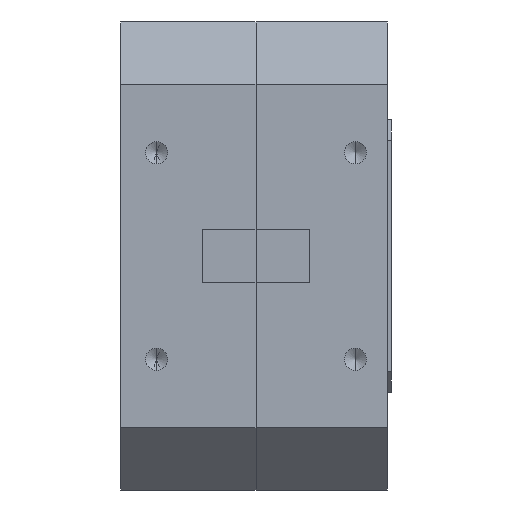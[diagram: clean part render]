
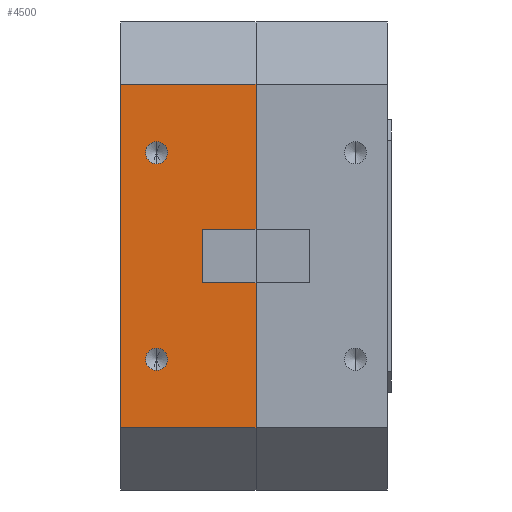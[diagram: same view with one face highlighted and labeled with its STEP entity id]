
A CAD part, front view. The second image highlights one B-rep face of the part: STEP entity #4500.
In plain terms, the highlighted planar face has unit normal (0, -1, 0).
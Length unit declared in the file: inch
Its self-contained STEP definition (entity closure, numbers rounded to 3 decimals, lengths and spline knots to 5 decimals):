
#349 = VERTEX_POINT ( 'NONE', #18040 ) ;
#563 = CARTESIAN_POINT ( 'NONE',  ( 0., -2.1, 1.125 ) ) ;
#747 = AXIS2_PLACEMENT_3D ( 'NONE', #9748, #11233, #19470 ) ;
#940 = CARTESIAN_POINT ( 'NONE',  ( -0.478, -2.1, 0.497 ) ) ;
#1535 = FACE_BOUND ( 'NONE', #18365, .T. ) ;
#1560 = CARTESIAN_POINT ( 'NONE',  ( -0.255, -2.1, 0. ) ) ;
#1605 = EDGE_CURVE ( 'NONE', #14917, #9155, #14232, .T. ) ;
#1613 = CARTESIAN_POINT ( 'NONE',  ( -0.65, -2.1, 0.825 ) ) ;
#1657 = AXIS2_PLACEMENT_3D ( 'NONE', #14863, #16442, #11382 ) ;
#1717 = VERTEX_POINT ( 'NONE', #15379 ) ;
#2748 = DIRECTION ( 'NONE',  ( 0., 0., -1. ) ) ;
#2838 = ORIENTED_EDGE ( 'NONE', *, *, #12336, .F. ) ;
#2873 = AXIS2_PLACEMENT_3D ( 'NONE', #6427, #11571, #19316 ) ;
#2929 = VECTOR ( 'NONE', #16050, 39.37008 ) ;
#3024 = CARTESIAN_POINT ( 'NONE',  ( -0.65, -2.1, 0.825 ) ) ;
#3463 = ORIENTED_EDGE ( 'NONE', *, *, #8568, .T. ) ;
#3627 = LINE ( 'NONE', #11841, #11702 ) ;
#3852 = VERTEX_POINT ( 'NONE', #3889 ) ;
#3889 = CARTESIAN_POINT ( 'NONE',  ( 0., -2.1, -0.1275 ) ) ;
#4165 = EDGE_CURVE ( 'NONE', #11262, #14548, #19496, .T. ) ;
#4425 = DIRECTION ( 'NONE',  ( 0., -1., 0. ) ) ;
#4500 = ADVANCED_FACE ( 'NONE', ( #15973, #1535, #16195 ), #19278, .T. ) ;
#4890 = VECTOR ( 'NONE', #11877, 39.37008 ) ;
#5114 = DIRECTION ( 'NONE',  ( 1., 0., 0. ) ) ;
#5604 = LINE ( 'NONE', #7287, #17947 ) ;
#6031 = AXIS2_PLACEMENT_3D ( 'NONE', #13872, #18423, #16936 ) ;
#6034 = VECTOR ( 'NONE', #19765, 39.37008 ) ;
#6353 = LINE ( 'NONE', #1613, #2929 ) ;
#6427 = CARTESIAN_POINT ( 'NONE',  ( -0.478, -2.1, -0.497 ) ) ;
#6501 = ORIENTED_EDGE ( 'NONE', *, *, #16690, .F. ) ;
#6573 = ORIENTED_EDGE ( 'NONE', *, *, #18977, .F. ) ;
#6900 = EDGE_CURVE ( 'NONE', #3852, #7288, #8570, .T. ) ;
#6956 = CARTESIAN_POINT ( 'NONE',  ( 0., -2.1, -0.825 ) ) ;
#7287 = CARTESIAN_POINT ( 'NONE',  ( -0.65, -2.1, 1.125 ) ) ;
#7288 = VERTEX_POINT ( 'NONE', #6956 ) ;
#7942 = ORIENTED_EDGE ( 'NONE', *, *, #10552, .T. ) ;
#8431 = EDGE_LOOP ( 'NONE', ( #14495, #15852, #12946, #20341, #9785, #3463, #14197, #7942 ) ) ;
#8568 = EDGE_CURVE ( 'NONE', #11262, #1717, #3627, .T. ) ;
#8570 = LINE ( 'NONE', #563, #6034 ) ;
#8611 = CARTESIAN_POINT ( 'NONE',  ( -0.255, -2.1, -0.1275 ) ) ;
#9082 = VECTOR ( 'NONE', #11082, 39.37008 ) ;
#9155 = VERTEX_POINT ( 'NONE', #17049 ) ;
#9748 = CARTESIAN_POINT ( 'NONE',  ( -0.65, -2.1, 1.125 ) ) ;
#9785 = ORIENTED_EDGE ( 'NONE', *, *, #4165, .F. ) ;
#10049 = CARTESIAN_POINT ( 'NONE',  ( 0., -2.1, 0.825 ) ) ;
#10193 = VERTEX_POINT ( 'NONE', #10049 ) ;
#10552 = EDGE_CURVE ( 'NONE', #10193, #11424, #6353, .T. ) ;
#10715 = CIRCLE ( 'NONE', #1657, 0.05325 ) ;
#10967 = LINE ( 'NONE', #12648, #9082 ) ;
#10997 = CARTESIAN_POINT ( 'NONE',  ( -0.65, -2.1, -0.825 ) ) ;
#11082 = DIRECTION ( 'NONE',  ( 0., 0., -1. ) ) ;
#11233 = DIRECTION ( 'NONE',  ( 0., -1., 0. ) ) ;
#11262 = VERTEX_POINT ( 'NONE', #20326 ) ;
#11351 = DIRECTION ( 'NONE',  ( 0., 0., -1. ) ) ;
#11382 = DIRECTION ( 'NONE',  ( 0., 0., -1. ) ) ;
#11424 = VERTEX_POINT ( 'NONE', #3024 ) ;
#11537 = AXIS2_PLACEMENT_3D ( 'NONE', #940, #4425, #2748 ) ;
#11571 = DIRECTION ( 'NONE',  ( 0., -1., 0. ) ) ;
#11702 = VECTOR ( 'NONE', #5114, 39.37008 ) ;
#11841 = CARTESIAN_POINT ( 'NONE',  ( -0.255, -2.1, 0.1275 ) ) ;
#11877 = DIRECTION ( 'NONE',  ( 1., 0., 0. ) ) ;
#12336 = EDGE_CURVE ( 'NONE', #9155, #14917, #10715, .T. ) ;
#12354 = CARTESIAN_POINT ( 'NONE',  ( -0.65, -2.1, -0.825 ) ) ;
#12648 = CARTESIAN_POINT ( 'NONE',  ( 0., -2.1, 1.125 ) ) ;
#12814 = EDGE_CURVE ( 'NONE', #15650, #7288, #20310, .T. ) ;
#12872 = CARTESIAN_POINT ( 'NONE',  ( -0.478, -2.1, 0.55025 ) ) ;
#12946 = ORIENTED_EDGE ( 'NONE', *, *, #6900, .F. ) ;
#13202 = EDGE_LOOP ( 'NONE', ( #6573, #6501 ) ) ;
#13325 = EDGE_CURVE ( 'NONE', #10193, #1717, #10967, .T. ) ;
#13413 = VERTEX_POINT ( 'NONE', #18999 ) ;
#13872 = CARTESIAN_POINT ( 'NONE',  ( -0.478, -2.1, -0.497 ) ) ;
#14197 = ORIENTED_EDGE ( 'NONE', *, *, #13325, .F. ) ;
#14232 = CIRCLE ( 'NONE', #11537, 0.05325 ) ;
#14495 = ORIENTED_EDGE ( 'NONE', *, *, #17128, .T. ) ;
#14548 = VERTEX_POINT ( 'NONE', #20837 ) ;
#14863 = CARTESIAN_POINT ( 'NONE',  ( -0.478, -2.1, 0.497 ) ) ;
#14917 = VERTEX_POINT ( 'NONE', #12872 ) ;
#15379 = CARTESIAN_POINT ( 'NONE',  ( 0., -2.1, 0.1275 ) ) ;
#15650 = VERTEX_POINT ( 'NONE', #10997 ) ;
#15799 = CIRCLE ( 'NONE', #6031, 0.05325 ) ;
#15852 = ORIENTED_EDGE ( 'NONE', *, *, #12814, .T. ) ;
#15973 = FACE_BOUND ( 'NONE', #13202, .T. ) ;
#16050 = DIRECTION ( 'NONE',  ( -1., 0., 0. ) ) ;
#16195 = FACE_OUTER_BOUND ( 'NONE', #8431, .T. ) ;
#16442 = DIRECTION ( 'NONE',  ( 0., -1., 0. ) ) ;
#16508 = VECTOR ( 'NONE', #11351, 39.37008 ) ;
#16635 = LINE ( 'NONE', #8611, #4890 ) ;
#16690 = EDGE_CURVE ( 'NONE', #349, #13413, #18024, .T. ) ;
#16810 = EDGE_CURVE ( 'NONE', #14548, #3852, #16635, .T. ) ;
#16936 = DIRECTION ( 'NONE',  ( 0., 0., -1. ) ) ;
#17049 = CARTESIAN_POINT ( 'NONE',  ( -0.478, -2.1, 0.44375 ) ) ;
#17094 = DIRECTION ( 'NONE',  ( 0., 0., -1. ) ) ;
#17128 = EDGE_CURVE ( 'NONE', #11424, #15650, #5604, .T. ) ;
#17487 = VECTOR ( 'NONE', #18503, 39.37008 ) ;
#17947 = VECTOR ( 'NONE', #17094, 39.37008 ) ;
#18024 = CIRCLE ( 'NONE', #2873, 0.05325 ) ;
#18040 = CARTESIAN_POINT ( 'NONE',  ( -0.478, -2.1, -0.44375 ) ) ;
#18276 = ORIENTED_EDGE ( 'NONE', *, *, #1605, .F. ) ;
#18365 = EDGE_LOOP ( 'NONE', ( #2838, #18276 ) ) ;
#18423 = DIRECTION ( 'NONE',  ( 0., -1., 0. ) ) ;
#18503 = DIRECTION ( 'NONE',  ( 1., 0., 0. ) ) ;
#18977 = EDGE_CURVE ( 'NONE', #13413, #349, #15799, .T. ) ;
#18999 = CARTESIAN_POINT ( 'NONE',  ( -0.478, -2.1, -0.55025 ) ) ;
#19278 = PLANE ( 'NONE',  #747 ) ;
#19316 = DIRECTION ( 'NONE',  ( 0., 0., -1. ) ) ;
#19470 = DIRECTION ( 'NONE',  ( -1., 0., 0. ) ) ;
#19496 = LINE ( 'NONE', #1560, #16508 ) ;
#19765 = DIRECTION ( 'NONE',  ( 0., 0., -1. ) ) ;
#20310 = LINE ( 'NONE', #12354, #17487 ) ;
#20326 = CARTESIAN_POINT ( 'NONE',  ( -0.255, -2.1, 0.1275 ) ) ;
#20341 = ORIENTED_EDGE ( 'NONE', *, *, #16810, .F. ) ;
#20837 = CARTESIAN_POINT ( 'NONE',  ( -0.255, -2.1, -0.1275 ) ) ;
